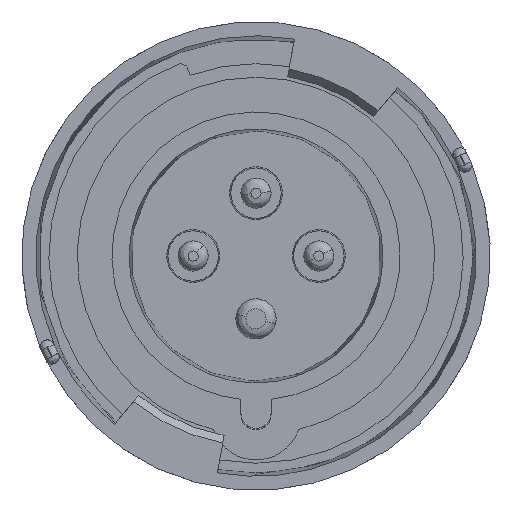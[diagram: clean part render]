
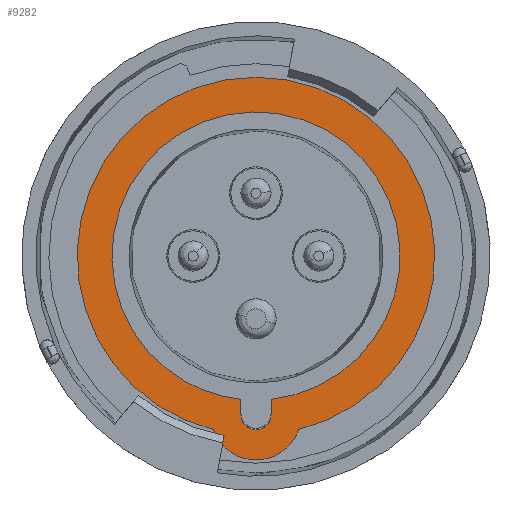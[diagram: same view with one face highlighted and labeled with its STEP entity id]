
A CAD part, front view. The second image highlights one B-rep face of the part: STEP entity #9282.
In plain terms, the highlighted planar face has unit normal (0, -1, 0).
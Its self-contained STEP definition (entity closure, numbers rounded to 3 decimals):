
#112=CARTESIAN_POINT('',(0.,43.,0.));
#113=DIRECTION('',(0.,1.,0.));
#114=DIRECTION('',(-0.239,0.,-0.971));
#115=AXIS2_PLACEMENT_3D('',#112,#113,#114);
#117=CARTESIAN_POINT('',(0.,43.,-31.55));
#118=DIRECTION('',(0.,1.,0.));
#119=DIRECTION('',(0.944,0.,-0.33));
#120=AXIS2_PLACEMENT_3D('',#117,#118,#119);
#122=DIRECTION('',(0.,0.,-1.));
#123=VECTOR('',#122,3.661);
#124=CARTESIAN_POINT('',(-3.,43.,-27.889));
#125=LINE('',#124,#123);
#126=CARTESIAN_POINT('',(0.,43.,-31.55));
#127=DIRECTION('',(0.,1.,0.));
#128=DIRECTION('',(1.,0.,0.));
#129=AXIS2_PLACEMENT_3D('',#126,#127,#128);
#138=CARTESIAN_POINT('',(0.,43.,0.));
#139=DIRECTION('',(0.,1.,0.));
#140=DIRECTION('',(-0.107,0.,-0.994));
#141=AXIS2_PLACEMENT_3D('',#138,#139,#140);
#185=DIRECTION('',(0.,0.,-1.));
#186=VECTOR('',#185,3.661);
#187=CARTESIAN_POINT('',(3.,43.,-27.889));
#188=LINE('',#187,#186);
#8901=CARTESIAN_POINT('',(3.,43.,-31.55));
#8902=CARTESIAN_POINT('',(-3.,43.,-31.55));
#8903=VERTEX_POINT('',#8901);
#8904=VERTEX_POINT('',#8902);
#8905=CARTESIAN_POINT('',(-3.,43.,-27.889));
#8906=VERTEX_POINT('',#8905);
#8907=CARTESIAN_POINT('',(8.496,43.,-34.52));
#8908=CARTESIAN_POINT('',(-8.496,43.,-34.52));
#8909=VERTEX_POINT('',#8907);
#8910=VERTEX_POINT('',#8908);
#8911=CARTESIAN_POINT('',(3.,43.,-27.889));
#8912=VERTEX_POINT('',#8911);
#9263=CARTESIAN_POINT('',(0.,43.,0.));
#9264=DIRECTION('',(0.,1.,0.));
#9265=DIRECTION('',(1.,0.,0.));
#9266=AXIS2_PLACEMENT_3D('',#9263,#9264,#9265);
#9267=PLANE('',#9266);
#9268=ORIENTED_EDGE('',*,*,#9257,.T.);
#9269=ORIENTED_EDGE('',*,*,#9243,.T.);
#9270=EDGE_LOOP('',(#9268,#9269));
#9271=FACE_OUTER_BOUND('',#9270,.F.);
#9273=ORIENTED_EDGE('',*,*,#9272,.F.);
#9275=ORIENTED_EDGE('',*,*,#9274,.T.);
#9277=ORIENTED_EDGE('',*,*,#9276,.F.);
#9279=ORIENTED_EDGE('',*,*,#9278,.F.);
#9280=EDGE_LOOP('',(#9273,#9275,#9277,#9279));
#9281=FACE_BOUND('',#9280,.F.);
#9282=ADVANCED_FACE('',(#9271,#9281),#9267,.F.);
#116=CIRCLE('',#115,35.55);
#121=CIRCLE('',#120,9.);
#130=CIRCLE('',#129,3.);
#142=CIRCLE('',#141,28.05);
#9243=EDGE_CURVE('',#8909,#8910,#121,.T.);
#9257=EDGE_CURVE('',#8910,#8909,#116,.T.);
#9272=EDGE_CURVE('',#8906,#8912,#142,.T.);
#9274=EDGE_CURVE('',#8906,#8904,#125,.T.);
#9276=EDGE_CURVE('',#8903,#8904,#130,.T.);
#9278=EDGE_CURVE('',#8912,#8903,#188,.T.);
